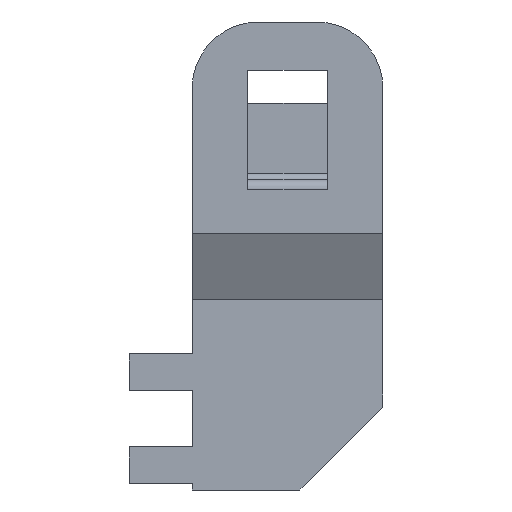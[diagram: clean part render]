
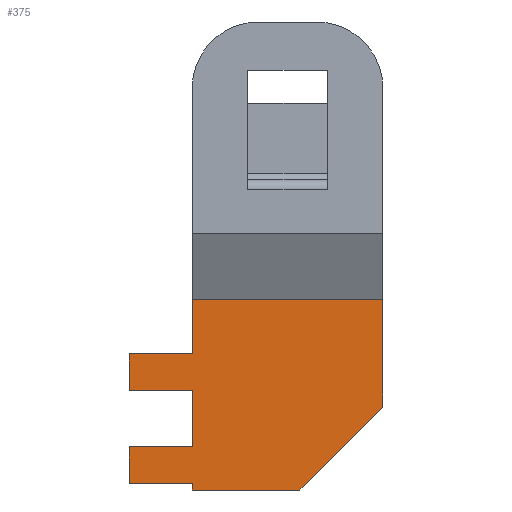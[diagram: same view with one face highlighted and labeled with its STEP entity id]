
A CAD part, front view. The second image highlights one B-rep face of the part: STEP entity #375.
In plain terms, the highlighted planar face has unit normal (0, -1, 0).
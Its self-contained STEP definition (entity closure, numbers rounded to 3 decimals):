
#6 = ORIENTED_EDGE ( 'NONE', *, *, #983, .F. ) ;
#40 = EDGE_CURVE ( 'NONE', #862, #815, #1048, .T. ) ;
#42 = CARTESIAN_POINT ( 'NONE',  ( -4.775, 1., -1.321 ) ) ;
#43 = DIRECTION ( 'NONE',  ( 0., 1., 0. ) ) ;
#48 = CARTESIAN_POINT ( 'NONE',  ( -2.875, 1., -2.95 ) ) ;
#58 = DIRECTION ( 'NONE',  ( 0., 0., 1. ) ) ;
#127 = ORIENTED_EDGE ( 'NONE', *, *, #531, .T. ) ;
#133 = VECTOR ( 'NONE', #912, 1000. ) ;
#139 = LINE ( 'NONE', #583, #918 ) ;
#156 = EDGE_CURVE ( 'NONE', #1077, #862, #746, .T. ) ;
#162 = LINE ( 'NONE', #858, #913 ) ;
#171 = CARTESIAN_POINT ( 'NONE',  ( 2.875, 1., -1.321 ) ) ;
#172 = VECTOR ( 'NONE', #202, 1000. ) ;
#176 = ORIENTED_EDGE ( 'NONE', *, *, #409, .F. ) ;
#195 = VECTOR ( 'NONE', #444, 1000. ) ;
#197 = ORIENTED_EDGE ( 'NONE', *, *, #285, .F. ) ;
#202 = DIRECTION ( 'NONE',  ( 0., 0., 1. ) ) ;
#212 = CARTESIAN_POINT ( 'NONE',  ( 0.375, 1., -7.05 ) ) ;
#213 = AXIS2_PLACEMENT_3D ( 'NONE', #291, #43, #1091 ) ;
#215 = VECTOR ( 'NONE', #712, 1000. ) ;
#221 = VERTEX_POINT ( 'NONE', #976 ) ;
#231 = CARTESIAN_POINT ( 'NONE',  ( -4.775, 1., -2.95 ) ) ;
#247 = LINE ( 'NONE', #171, #523 ) ;
#285 = EDGE_CURVE ( 'NONE', #300, #940, #692, .T. ) ;
#291 = CARTESIAN_POINT ( 'NONE',  ( -4.775, 1., -1.321 ) ) ;
#294 = VERTEX_POINT ( 'NONE', #705 ) ;
#300 = VERTEX_POINT ( 'NONE', #231 ) ;
#313 = DIRECTION ( 'NONE',  ( 0., 0., 1. ) ) ;
#337 = ORIENTED_EDGE ( 'NONE', *, *, #488, .T. ) ;
#344 = CARTESIAN_POINT ( 'NONE',  ( -4.775, 1., -2.95 ) ) ;
#346 = VERTEX_POINT ( 'NONE', #433 ) ;
#375 = ADVANCED_FACE ( 'NONE', ( #593 ), #1086, .F. ) ;
#377 = DIRECTION ( 'NONE',  ( 0., 0., 1. ) ) ;
#381 = DIRECTION ( 'NONE',  ( 1., 0., 0. ) ) ;
#409 = EDGE_CURVE ( 'NONE', #520, #737, #481, .T. ) ;
#433 = CARTESIAN_POINT ( 'NONE',  ( 2.875, 1., -4.55 ) ) ;
#444 = DIRECTION ( 'NONE',  ( -1., 0., 0. ) ) ;
#457 = CARTESIAN_POINT ( 'NONE',  ( -2.875, 1., -4.05 ) ) ;
#469 = EDGE_CURVE ( 'NONE', #883, #992, #1115, .T. ) ;
#479 = LINE ( 'NONE', #582, #559 ) ;
#481 = LINE ( 'NONE', #42, #855 ) ;
#488 = EDGE_CURVE ( 'NONE', #836, #294, #139, .T. ) ;
#520 = VERTEX_POINT ( 'NONE', #666 ) ;
#523 = VECTOR ( 'NONE', #1043, 1000. ) ;
#527 = ORIENTED_EDGE ( 'NONE', *, *, #156, .F. ) ;
#531 = EDGE_CURVE ( 'NONE', #294, #346, #1005, .T. ) ;
#559 = VECTOR ( 'NONE', #313, 1000. ) ;
#574 = DIRECTION ( 'NONE',  ( 1., 0., 0. ) ) ;
#582 = CARTESIAN_POINT ( 'NONE',  ( -2.875, 1., -2.95 ) ) ;
#583 = CARTESIAN_POINT ( 'NONE',  ( -4.775, 1., -7.05 ) ) ;
#590 = EDGE_LOOP ( 'NONE', ( #337, #127, #642, #176, #6, #197, #754, #760, #527, #885, #597, #847, #1018 ) ) ;
#593 = FACE_OUTER_BOUND ( 'NONE', #590, .T. ) ;
#597 = ORIENTED_EDGE ( 'NONE', *, *, #1002, .F. ) ;
#601 = EDGE_CURVE ( 'NONE', #346, #737, #247, .T. ) ;
#615 = VECTOR ( 'NONE', #58, 1000. ) ;
#619 = CARTESIAN_POINT ( 'NONE',  ( -2.875, 1., -5.75 ) ) ;
#640 = CARTESIAN_POINT ( 'NONE',  ( -2.875, 1., -6.85 ) ) ;
#641 = EDGE_CURVE ( 'NONE', #815, #300, #944, .T. ) ;
#642 = ORIENTED_EDGE ( 'NONE', *, *, #601, .T. ) ;
#666 = CARTESIAN_POINT ( 'NONE',  ( -2.875, 1., -1.321 ) ) ;
#675 = CARTESIAN_POINT ( 'NONE',  ( -4.775, 1., -6.85 ) ) ;
#692 = LINE ( 'NONE', #344, #724 ) ;
#705 = CARTESIAN_POINT ( 'NONE',  ( 0.375, 1., -7.05 ) ) ;
#712 = DIRECTION ( 'NONE',  ( 0., 0., 1. ) ) ;
#724 = VECTOR ( 'NONE', #768, 1000. ) ;
#725 = EDGE_CURVE ( 'NONE', #836, #883, #162, .T. ) ;
#727 = LINE ( 'NONE', #981, #1108 ) ;
#737 = VERTEX_POINT ( 'NONE', #898 ) ;
#746 = LINE ( 'NONE', #1080, #172 ) ;
#754 = ORIENTED_EDGE ( 'NONE', *, *, #641, .F. ) ;
#760 = ORIENTED_EDGE ( 'NONE', *, *, #40, .F. ) ;
#768 = DIRECTION ( 'NONE',  ( 1., 0., 0. ) ) ;
#807 = VECTOR ( 'NONE', #917, 1000. ) ;
#815 = VERTEX_POINT ( 'NONE', #890 ) ;
#827 = LINE ( 'NONE', #837, #615 ) ;
#836 = VERTEX_POINT ( 'NONE', #973 ) ;
#837 = CARTESIAN_POINT ( 'NONE',  ( -4.775, 1., -1.321 ) ) ;
#847 = ORIENTED_EDGE ( 'NONE', *, *, #469, .F. ) ;
#855 = VECTOR ( 'NONE', #381, 1000. ) ;
#858 = CARTESIAN_POINT ( 'NONE',  ( -2.875, 1., -7.05 ) ) ;
#862 = VERTEX_POINT ( 'NONE', #457 ) ;
#863 = CARTESIAN_POINT ( 'NONE',  ( -4.775, 1., -1.321 ) ) ;
#872 = EDGE_CURVE ( 'NONE', #221, #1077, #727, .T. ) ;
#875 = CARTESIAN_POINT ( 'NONE',  ( -2.875, 1., -4.05 ) ) ;
#883 = VERTEX_POINT ( 'NONE', #640 ) ;
#885 = ORIENTED_EDGE ( 'NONE', *, *, #872, .F. ) ;
#890 = CARTESIAN_POINT ( 'NONE',  ( -4.775, 1., -4.05 ) ) ;
#898 = CARTESIAN_POINT ( 'NONE',  ( 2.875, 1., -1.321 ) ) ;
#912 = DIRECTION ( 'NONE',  ( 0.707, 0., 0.707 ) ) ;
#913 = VECTOR ( 'NONE', #377, 1000. ) ;
#917 = DIRECTION ( 'NONE',  ( -1., 0., 0. ) ) ;
#918 = VECTOR ( 'NONE', #574, 1000. ) ;
#940 = VERTEX_POINT ( 'NONE', #48 ) ;
#944 = LINE ( 'NONE', #863, #215 ) ;
#973 = CARTESIAN_POINT ( 'NONE',  ( -2.875, 1., -7.05 ) ) ;
#976 = CARTESIAN_POINT ( 'NONE',  ( -4.775, 1., -5.75 ) ) ;
#981 = CARTESIAN_POINT ( 'NONE',  ( -4.775, 1., -5.75 ) ) ;
#983 = EDGE_CURVE ( 'NONE', #940, #520, #479, .T. ) ;
#992 = VERTEX_POINT ( 'NONE', #675 ) ;
#1002 = EDGE_CURVE ( 'NONE', #992, #221, #827, .T. ) ;
#1005 = LINE ( 'NONE', #212, #133 ) ;
#1018 = ORIENTED_EDGE ( 'NONE', *, *, #725, .F. ) ;
#1043 = DIRECTION ( 'NONE',  ( 0., 0., 1. ) ) ;
#1048 = LINE ( 'NONE', #875, #195 ) ;
#1069 = DIRECTION ( 'NONE',  ( 1., 0., 0. ) ) ;
#1077 = VERTEX_POINT ( 'NONE', #619 ) ;
#1080 = CARTESIAN_POINT ( 'NONE',  ( -2.875, 1., -5.75 ) ) ;
#1086 = PLANE ( 'NONE',  #213 ) ;
#1091 = DIRECTION ( 'NONE',  ( 0., 0., 1. ) ) ;
#1108 = VECTOR ( 'NONE', #1069, 1000. ) ;
#1109 = CARTESIAN_POINT ( 'NONE',  ( -2.875, 1., -6.85 ) ) ;
#1115 = LINE ( 'NONE', #1109, #807 ) ;
